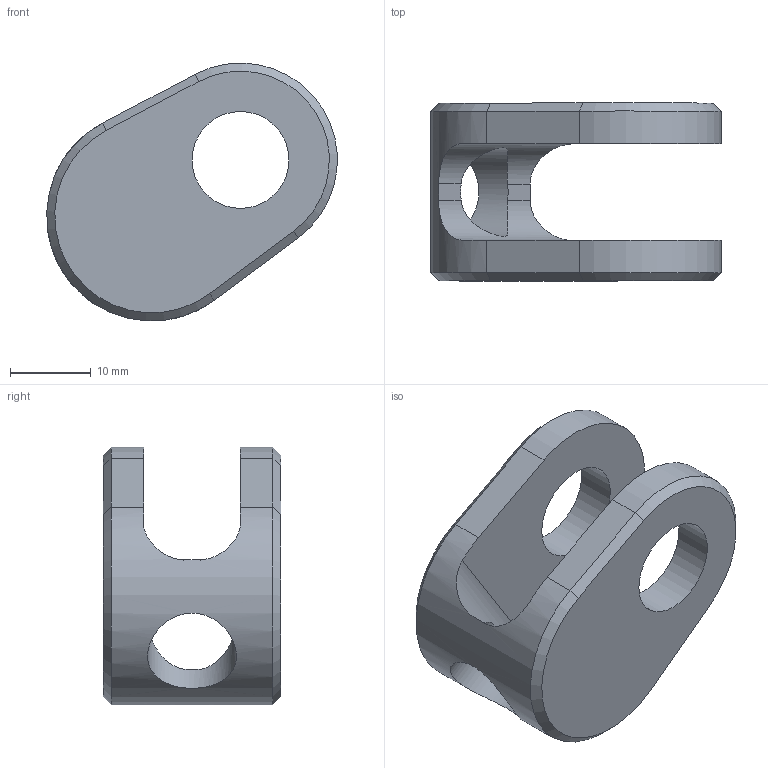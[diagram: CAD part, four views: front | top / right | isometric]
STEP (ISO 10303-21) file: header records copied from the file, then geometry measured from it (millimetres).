
FILE_DESCRIPTION(/* description */ ('STEP AP242','CAx-IF Rec.Pracs.---Representation and Presentation of Product Manufacturing Information (PMI)---4.0---2014-10-13','CAx-IF Rec.Pracs.---3D Tessellated Geometry---0.4---2014-09-14','2;1'),/* implementation_level */ '2;1');
FILE_NAME(/* name */ '665986a157ca903dd24656eb',/* time_stamp */ '2024-05-31T08:13:21Z',/* author */ (''),/* organization */ (''),/* preprocessor_version */ 'ST-DEVELOPER v20',/* originating_system */ ' ',/* authorisation */ ' ');
FILE_SCHEMA (('AP242_MANAGED_MODEL_BASED_3D_ENGINEERING_MIM_LF { 1 0 10303 442 1 1 4 }'));
Length unit declared in the file: metre
Products named in the file (1): Part 32
Bounding box: 35.96 x 22 x 31.93 mm (x, y, z)
Volume: 7631.8 mm3; surface area: 4448.1 mm2
Topology: 1 solids, 1 shells, 26 faces, 68 edges, 43 vertices
Faces by surface type: plane 14, cylinder 8, cone 4
Full cylindrical faces by diameter (mm): 11 x1, 12 x2
Entity records: 845 total; most frequent: CARTESIAN_POINT 193, DIRECTION 130, ORIENTED_EDGE 126, EDGE_CURVE 63, AXIS2_PLACEMENT_3D 47, VERTEX_POINT 41, LINE 36, VECTOR 36
